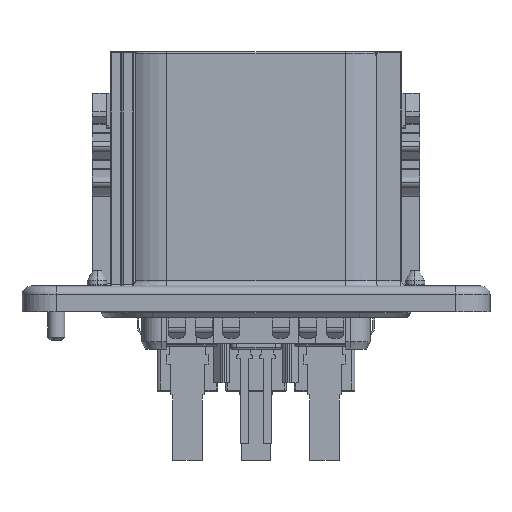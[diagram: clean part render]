
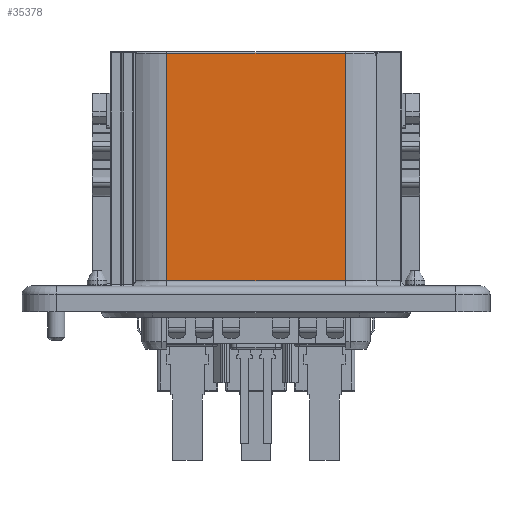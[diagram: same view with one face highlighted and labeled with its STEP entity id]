
A CAD part, front view. The second image highlights one B-rep face of the part: STEP entity #35378.
In plain terms, the highlighted planar face has unit normal (0, -1, 0).
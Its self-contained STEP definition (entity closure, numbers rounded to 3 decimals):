
#9656=DIRECTION('',(-1.,0.,0.));
#9657=VECTOR('',#9656,31.2);
#9658=CARTESIAN_POINT('',(15.6,-16.25,-0.3));
#9659=LINE('',#9658,#9657);
#9660=DIRECTION('',(1.,0.,0.));
#9661=VECTOR('',#9660,31.2);
#9662=CARTESIAN_POINT('',(-15.6,-16.25,-40.1));
#9663=LINE('',#9662,#9661);
#9664=DIRECTION('',(0.,0.,1.));
#9665=VECTOR('',#9664,39.8);
#9666=CARTESIAN_POINT('',(-15.6,-16.25,-40.1));
#9667=LINE('',#9666,#9665);
#9723=DIRECTION('',(0.,0.,1.));
#9724=VECTOR('',#9723,39.8);
#9725=CARTESIAN_POINT('',(15.6,-16.25,-40.1));
#9726=LINE('',#9725,#9724);
#25587=CARTESIAN_POINT('',(-15.6,-16.25,-40.1));
#25588=VERTEX_POINT('',#25587);
#25595=CARTESIAN_POINT('',(15.6,-16.25,-40.1));
#25596=VERTEX_POINT('',#25595);
#25875=CARTESIAN_POINT('',(-15.6,-16.25,-0.3));
#25877=VERTEX_POINT('',#25875);
#25879=CARTESIAN_POINT('',(15.6,-16.25,-0.3));
#25880=VERTEX_POINT('',#25879);
#35365=CARTESIAN_POINT('',(-15.6,-16.25,-41.1));
#35366=DIRECTION('',(0.,-1.,0.));
#35367=DIRECTION('',(1.,0.,0.));
#35368=AXIS2_PLACEMENT_3D('',#35365,#35366,#35367);
#35369=PLANE('',#35368);
#35370=ORIENTED_EDGE('',*,*,#35356,.F.);
#35372=ORIENTED_EDGE('',*,*,#35371,.F.);
#35374=ORIENTED_EDGE('',*,*,#35373,.F.);
#35375=ORIENTED_EDGE('',*,*,#32939,.T.);
#35376=EDGE_LOOP('',(#35370,#35372,#35374,#35375));
#35377=FACE_OUTER_BOUND('',#35376,.F.);
#32939=EDGE_CURVE('',#25588,#25877,#9667,.T.);
#35356=EDGE_CURVE('',#25880,#25877,#9659,.T.);
#35371=EDGE_CURVE('',#25596,#25880,#9726,.T.);
#35373=EDGE_CURVE('',#25588,#25596,#9663,.T.);
#35378=ADVANCED_FACE('',(#35377),#35369,.T.);
